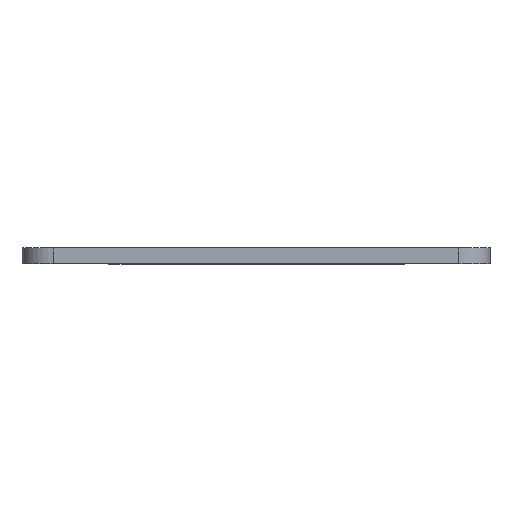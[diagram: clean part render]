
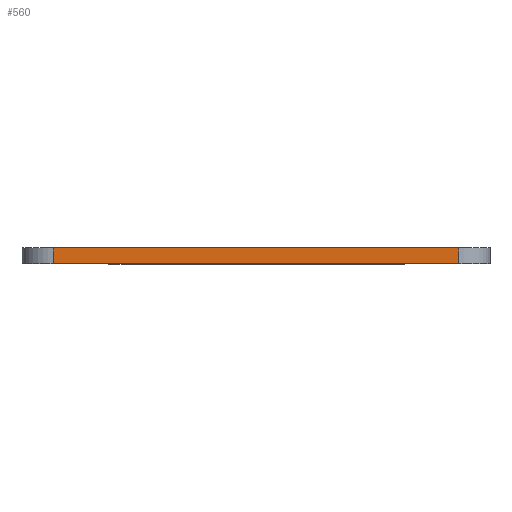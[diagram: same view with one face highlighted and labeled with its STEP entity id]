
A CAD part, top view. The second image highlights one B-rep face of the part: STEP entity #560.
In plain terms, the highlighted planar face has unit normal (0, 0, 1).
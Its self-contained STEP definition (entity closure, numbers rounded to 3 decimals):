
#28 = EDGE_CURVE ( 'NONE', #1275, #474, #1007, .T. ) ;
#42 = CARTESIAN_POINT ( 'NONE',  ( 65., 5., 35. ) ) ;
#70 = LINE ( 'NONE', #1454, #1903 ) ;
#312 = DIRECTION ( 'NONE',  ( 0., -1., 0. ) ) ;
#329 = EDGE_CURVE ( 'NONE', #474, #693, #70, .T. ) ;
#341 = DIRECTION ( 'NONE',  ( 1., 0., 0. ) ) ;
#410 = LINE ( 'NONE', #2303, #1359 ) ;
#474 = VERTEX_POINT ( 'NONE', #1381 ) ;
#501 = VECTOR ( 'NONE', #312, 1000. ) ;
#529 = AXIS2_PLACEMENT_3D ( 'NONE', #1285, #1461, #2214 ) ;
#560 = ADVANCED_FACE ( 'NONE', ( #1807 ), #1639, .F. ) ;
#597 = CARTESIAN_POINT ( 'NONE',  ( 65., 0., 35. ) ) ;
#639 = VERTEX_POINT ( 'NONE', #717 ) ;
#693 = VERTEX_POINT ( 'NONE', #597 ) ;
#697 = ORIENTED_EDGE ( 'NONE', *, *, #1559, .T. ) ;
#717 = CARTESIAN_POINT ( 'NONE',  ( 65., 5., 35. ) ) ;
#844 = EDGE_CURVE ( 'NONE', #1275, #639, #410, .T. ) ;
#938 = LINE ( 'NONE', #42, #2300 ) ;
#1007 = LINE ( 'NONE', #1475, #501 ) ;
#1100 = ORIENTED_EDGE ( 'NONE', *, *, #329, .T. ) ;
#1275 = VERTEX_POINT ( 'NONE', #2212 ) ;
#1278 = ORIENTED_EDGE ( 'NONE', *, *, #844, .F. ) ;
#1285 = CARTESIAN_POINT ( 'NONE',  ( 0., 5., 35. ) ) ;
#1359 = VECTOR ( 'NONE', #1538, 1000. ) ;
#1381 = CARTESIAN_POINT ( 'NONE',  ( -65., 0., 35. ) ) ;
#1383 = DIRECTION ( 'NONE',  ( 0., 1., 0. ) ) ;
#1394 = ORIENTED_EDGE ( 'NONE', *, *, #28, .T. ) ;
#1454 = CARTESIAN_POINT ( 'NONE',  ( 0., 0., 35. ) ) ;
#1461 = DIRECTION ( 'NONE',  ( 0., 0., -1. ) ) ;
#1475 = CARTESIAN_POINT ( 'NONE',  ( -65., 0., 35. ) ) ;
#1538 = DIRECTION ( 'NONE',  ( 1., 0., 0. ) ) ;
#1559 = EDGE_CURVE ( 'NONE', #693, #639, #938, .T. ) ;
#1639 = PLANE ( 'NONE',  #529 ) ;
#1807 = FACE_OUTER_BOUND ( 'NONE', #2093, .T. ) ;
#1903 = VECTOR ( 'NONE', #341, 1000. ) ;
#2093 = EDGE_LOOP ( 'NONE', ( #1100, #697, #1278, #1394 ) ) ;
#2212 = CARTESIAN_POINT ( 'NONE',  ( -65., 5., 35. ) ) ;
#2214 = DIRECTION ( 'NONE',  ( -1., 0., 0. ) ) ;
#2300 = VECTOR ( 'NONE', #1383, 1000. ) ;
#2303 = CARTESIAN_POINT ( 'NONE',  ( 0., 5., 35. ) ) ;
